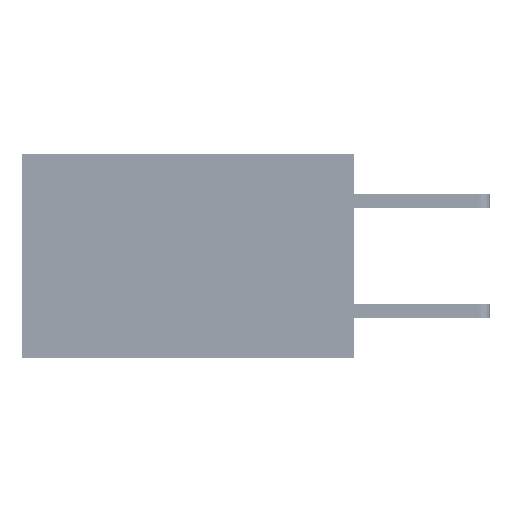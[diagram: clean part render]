
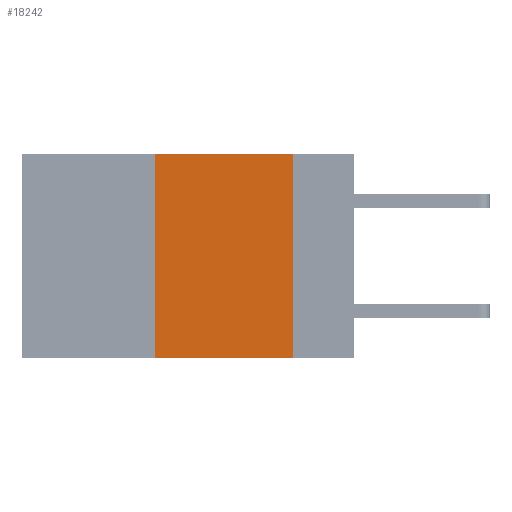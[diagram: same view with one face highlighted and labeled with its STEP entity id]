
A CAD part, left-side view. The second image highlights one B-rep face of the part: STEP entity #18242.
In plain terms, the highlighted planar face has unit normal (-1, 0, 0).
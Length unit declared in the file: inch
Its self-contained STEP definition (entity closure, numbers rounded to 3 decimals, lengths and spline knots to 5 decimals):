
#2117 = ORIENTED_EDGE ( 'NONE', *, *, #10288, .F. ) ;
#2377 = EDGE_CURVE ( 'NONE', #44766, #26581, #9248, .T. ) ;
#3220 = VERTEX_POINT ( 'NONE', #7563 ) ;
#3367 = CARTESIAN_POINT ( 'NONE',  ( 0., 0.36, -0.37 ) ) ;
#7563 = CARTESIAN_POINT ( 'NONE',  ( 0., 0.11, -0.37 ) ) ;
#7945 = CARTESIAN_POINT ( 'NONE',  ( 0., 0.6, 0. ) ) ;
#9248 = LINE ( 'NONE', #22293, #31619 ) ;
#10288 = EDGE_CURVE ( 'NONE', #13410, #3220, #46541, .T. ) ;
#10433 = DIRECTION ( 'NONE',  ( 0., -1., 0. ) ) ;
#10633 = VECTOR ( 'NONE', #37225, 39.37008 ) ;
#11362 = DIRECTION ( 'NONE',  ( 0., 0., -1. ) ) ;
#13363 = EDGE_CURVE ( 'NONE', #26581, #13410, #18036, .T. ) ;
#13410 = VERTEX_POINT ( 'NONE', #31939 ) ;
#16058 = ORIENTED_EDGE ( 'NONE', *, *, #27166, .T. ) ;
#18036 = LINE ( 'NONE', #7945, #29860 ) ;
#18242 = ADVANCED_FACE ( 'NONE', ( #39637 ), #44930, .F. ) ;
#18258 = DIRECTION ( 'NONE',  ( 1., 0., 0. ) ) ;
#18323 = DIRECTION ( 'NONE',  ( 0., 0., 1. ) ) ;
#22293 = CARTESIAN_POINT ( 'NONE',  ( 0., 0.36, 0. ) ) ;
#22397 = CARTESIAN_POINT ( 'NONE',  ( 0., 0.6, 0. ) ) ;
#23405 = DIRECTION ( 'NONE',  ( 0., -1., 0. ) ) ;
#25422 = VECTOR ( 'NONE', #10433, 39.37008 ) ;
#25591 = CARTESIAN_POINT ( 'NONE',  ( 0., 0.6, -0.37 ) ) ;
#26581 = VERTEX_POINT ( 'NONE', #32736 ) ;
#27166 = EDGE_CURVE ( 'NONE', #44766, #3220, #32460, .T. ) ;
#29320 = EDGE_LOOP ( 'NONE', ( #2117, #45850, #30819, #16058 ) ) ;
#29860 = VECTOR ( 'NONE', #23405, 39.37008 ) ;
#30819 = ORIENTED_EDGE ( 'NONE', *, *, #2377, .F. ) ;
#31619 = VECTOR ( 'NONE', #18323, 39.37008 ) ;
#31939 = CARTESIAN_POINT ( 'NONE',  ( 0., 0.11, 0. ) ) ;
#32460 = LINE ( 'NONE', #25591, #25422 ) ;
#32736 = CARTESIAN_POINT ( 'NONE',  ( 0., 0.36, 0. ) ) ;
#37225 = DIRECTION ( 'NONE',  ( 0., 0., -1. ) ) ;
#39637 = FACE_OUTER_BOUND ( 'NONE', #29320, .T. ) ;
#40512 = CARTESIAN_POINT ( 'NONE',  ( 0., 0.11, 0. ) ) ;
#44766 = VERTEX_POINT ( 'NONE', #3367 ) ;
#44930 = PLANE ( 'NONE',  #46647 ) ;
#45850 = ORIENTED_EDGE ( 'NONE', *, *, #13363, .F. ) ;
#46541 = LINE ( 'NONE', #40512, #10633 ) ;
#46647 = AXIS2_PLACEMENT_3D ( 'NONE', #22397, #18258, #11362 ) ;
